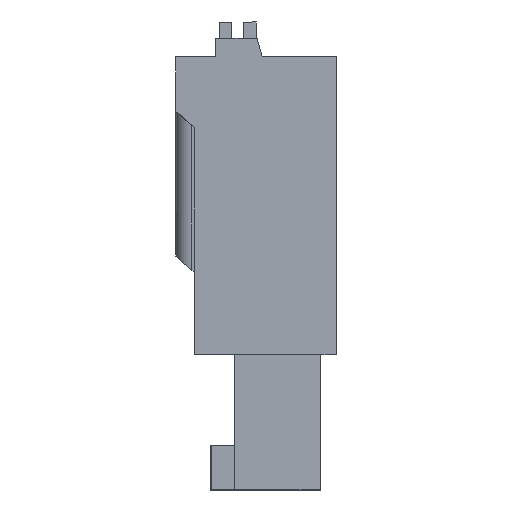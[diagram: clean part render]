
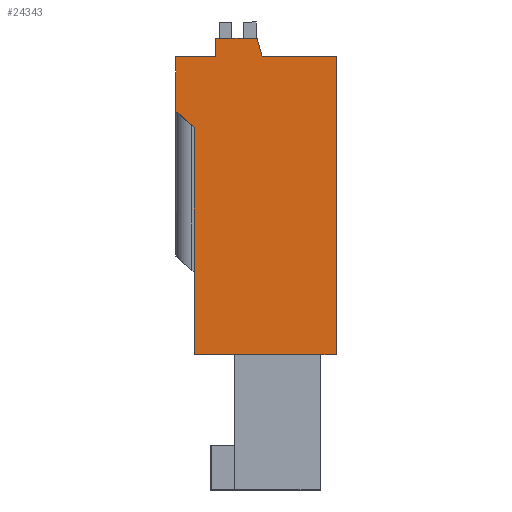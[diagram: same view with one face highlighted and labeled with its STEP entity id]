
A CAD part, left-side view. The second image highlights one B-rep face of the part: STEP entity #24343.
In plain terms, the highlighted planar face has unit normal (-1, 0, 0).
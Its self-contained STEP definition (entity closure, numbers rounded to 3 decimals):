
#2749=ORIENTED_EDGE('',*,*,#9436,.F.);
#2750=ORIENTED_EDGE('',*,*,#8127,.F.);
#2751=ORIENTED_EDGE('',*,*,#9452,.F.);
#2752=ORIENTED_EDGE('',*,*,#9450,.F.);
#2753=ORIENTED_EDGE('',*,*,#9447,.F.);
#2754=ORIENTED_EDGE('',*,*,#9469,.F.);
#2755=ORIENTED_EDGE('',*,*,#8510,.F.);
#2756=ORIENTED_EDGE('',*,*,#8543,.F.);
#2757=ORIENTED_EDGE('',*,*,#8491,.F.);
#2758=ORIENTED_EDGE('',*,*,#8370,.F.);
#8127=EDGE_CURVE('',#11720,#11721,#14135,.T.);
#8370=EDGE_CURVE('',#11939,#11940,#14368,.T.);
#8491=EDGE_CURVE('',#11940,#12047,#14489,.T.);
#8510=EDGE_CURVE('',#12062,#12063,#14508,.T.);
#8543=EDGE_CURVE('',#12047,#12062,#14540,.T.);
#9436=EDGE_CURVE('',#11721,#11939,#15286,.T.);
#9447=EDGE_CURVE('',#12711,#12709,#15296,.T.);
#9450=EDGE_CURVE('',#12709,#12713,#15299,.T.);
#9452=EDGE_CURVE('',#12713,#11720,#15301,.T.);
#9469=EDGE_CURVE('',#12063,#12711,#15318,.T.);
#11720=VERTEX_POINT('',#33769);
#11721=VERTEX_POINT('',#33771);
#11939=VERTEX_POINT('',#34245);
#11940=VERTEX_POINT('',#34247);
#12047=VERTEX_POINT('',#34478);
#12062=VERTEX_POINT('',#34512);
#12063=VERTEX_POINT('',#34514);
#12709=VERTEX_POINT('',#36673);
#12711=VERTEX_POINT('',#36677);
#12713=VERTEX_POINT('',#36682);
#14135=LINE('',#33770,#17294);
#14368=LINE('',#34246,#17527);
#14489=LINE('',#34477,#17648);
#14508=LINE('',#34513,#17667);
#14540=LINE('',#34578,#17699);
#15286=LINE('',#36657,#18445);
#15296=LINE('',#36678,#18455);
#15299=LINE('',#36684,#18458);
#15301=LINE('',#36687,#18460);
#15318=LINE('',#36705,#18477);
#17294=VECTOR('',#27168,1000.);
#17527=VECTOR('',#27449,1000.);
#17648=VECTOR('',#27576,1000.);
#17667=VECTOR('',#27597,1000.);
#17699=VECTOR('',#27633,1000.);
#18445=VECTOR('',#29137,1000.);
#18455=VECTOR('',#29155,1000.);
#18458=VECTOR('',#29160,1000.);
#18460=VECTOR('',#29164,1000.);
#18477=VECTOR('',#29183,1000.);
#20697=EDGE_LOOP('',(#2749,#2750,#2751,#2752,#2753,#2754,#2755,#2756,#2757,
#2758));
#22016=FACE_BOUND('',#20697,.T.);
#23279=PLANE('',#25769);
#24343=ADVANCED_FACE('',(#22016),#23279,.F.);
#25769=AXIS2_PLACEMENT_3D('',#36708,#29187,#29188);
#27168=DIRECTION('',(0.,-1.,0.));
#27449=DIRECTION('',(0.,1.,0.));
#27576=DIRECTION('',(0.,0.,1.));
#27597=DIRECTION('',(0.,0.,1.));
#27633=DIRECTION('',(0.,0.747,0.664));
#29137=DIRECTION('',(0.,0.,-1.));
#29155=DIRECTION('',(0.,0.,1.));
#29160=DIRECTION('',(0.,-1.,0.));
#29164=DIRECTION('',(0.,-0.268,-0.964));
#29183=DIRECTION('',(0.,-1.,0.));
#29187=DIRECTION('',(1.,0.,0.));
#29188=DIRECTION('',(0.,0.,-1.));
#33769=CARTESIAN_POINT('',(-14.35,-0.3,7.25));
#33770=CARTESIAN_POINT('',(-14.35,-0.3,7.25));
#33771=CARTESIAN_POINT('',(-14.35,-3.9,7.25));
#34245=CARTESIAN_POINT('',(-14.35,-3.9,-7.25));
#34246=CARTESIAN_POINT('',(-14.35,-3.9,-7.25));
#34247=CARTESIAN_POINT('',(-14.35,3.,-7.25));
#34477=CARTESIAN_POINT('',(-14.35,3.,-7.25));
#34478=CARTESIAN_POINT('',(-14.35,3.,3.8));
#34512=CARTESIAN_POINT('',(-14.35,3.9,4.6));
#34513=CARTESIAN_POINT('',(-14.35,3.9,4.6));
#34514=CARTESIAN_POINT('',(-14.35,3.9,7.25));
#34578=CARTESIAN_POINT('',(-14.35,3.,3.8));
#36657=CARTESIAN_POINT('',(-14.35,-3.9,7.25));
#36673=CARTESIAN_POINT('',(-14.35,1.95,8.15));
#36677=CARTESIAN_POINT('',(-14.35,1.95,7.25));
#36678=CARTESIAN_POINT('',(-14.35,1.95,7.25));
#36682=CARTESIAN_POINT('',(-14.35,-0.05,8.15));
#36684=CARTESIAN_POINT('',(-14.35,1.95,8.15));
#36687=CARTESIAN_POINT('',(-14.35,-0.05,8.15));
#36705=CARTESIAN_POINT('',(-14.35,3.9,7.25));
#36708=CARTESIAN_POINT('',(-14.35,0.,0.));
